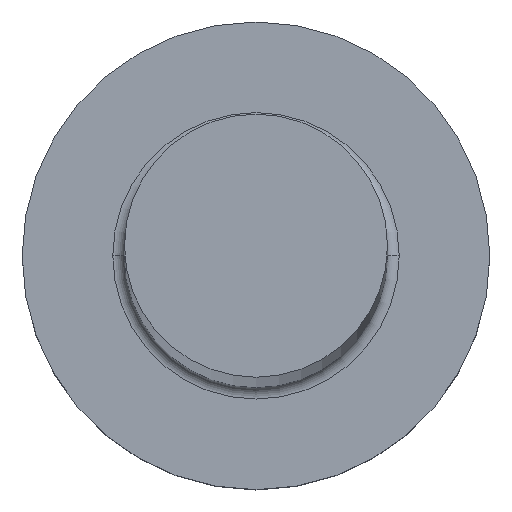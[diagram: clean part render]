
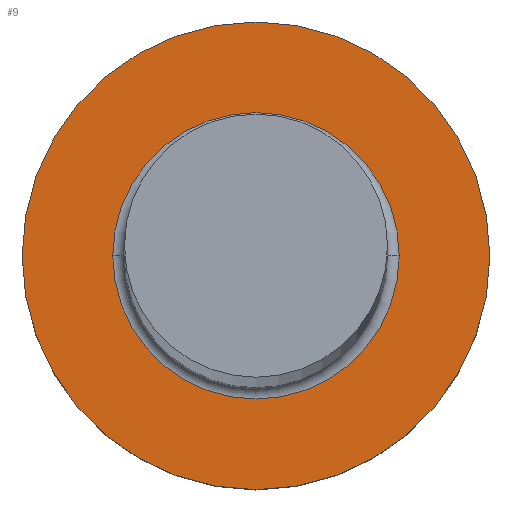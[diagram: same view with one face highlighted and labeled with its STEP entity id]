
A CAD part, top view. The second image highlights one B-rep face of the part: STEP entity #9.
In plain terms, the highlighted planar face has unit normal (0, 0, 1).
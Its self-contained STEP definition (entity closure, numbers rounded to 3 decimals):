
#6 = ORIENTED_EDGE ( 'NONE', *, *, #161, .T. ) ;
#8 = CIRCLE ( 'NONE', #248, 4. ) ;
#9 = ADVANCED_FACE ( 'NONE', ( #130, #106 ), #30, .T. ) ;
#18 = DIRECTION ( 'NONE',  ( 0., 0., 1. ) ) ;
#30 = PLANE ( 'NONE',  #299 ) ;
#48 = CIRCLE ( 'NONE', #63, 2.45 ) ;
#54 = DIRECTION ( 'NONE',  ( 0., 0., -1. ) ) ;
#63 = AXIS2_PLACEMENT_3D ( 'NONE', #236, #54, #102 ) ;
#67 = DIRECTION ( 'NONE',  ( 1., 0., 0. ) ) ;
#72 = AXIS2_PLACEMENT_3D ( 'NONE', #97, #18, #67 ) ;
#89 = DIRECTION ( 'NONE',  ( 1., 0., 0. ) ) ;
#97 = CARTESIAN_POINT ( 'NONE',  ( 0., 0., 3. ) ) ;
#102 = DIRECTION ( 'NONE',  ( 1., 0., 0. ) ) ;
#106 = FACE_OUTER_BOUND ( 'NONE', #292, .T. ) ;
#113 = CARTESIAN_POINT ( 'NONE',  ( 0., 0., 3. ) ) ;
#115 = DIRECTION ( 'NONE',  ( 0., 0., 1. ) ) ;
#119 = DIRECTION ( 'NONE',  ( 1., 0., 0. ) ) ;
#130 = FACE_BOUND ( 'NONE', #286, .T. ) ;
#133 = DIRECTION ( 'NONE',  ( 0., 0., -1. ) ) ;
#146 = AXIS2_PLACEMENT_3D ( 'NONE', #270, #133, #119 ) ;
#153 = VERTEX_POINT ( 'NONE', #209 ) ;
#155 = VERTEX_POINT ( 'NONE', #258 ) ;
#161 = EDGE_CURVE ( 'NONE', #262, #198, #48, .T. ) ;
#169 = CARTESIAN_POINT ( 'NONE',  ( 2.45, 0., 3. ) ) ;
#175 = ORIENTED_EDGE ( 'NONE', *, *, #274, .T. ) ;
#185 = CIRCLE ( 'NONE', #72, 4. ) ;
#196 = CARTESIAN_POINT ( 'NONE',  ( 0., 0., 3. ) ) ;
#198 = VERTEX_POINT ( 'NONE', #305 ) ;
#199 = DIRECTION ( 'NONE',  ( 0., 0., 1. ) ) ;
#202 = DIRECTION ( 'NONE',  ( 1., 0., 0. ) ) ;
#209 = CARTESIAN_POINT ( 'NONE',  ( 4., 0., 3. ) ) ;
#216 = ORIENTED_EDGE ( 'NONE', *, *, #303, .T. ) ;
#236 = CARTESIAN_POINT ( 'NONE',  ( 0., 0., 3. ) ) ;
#248 = AXIS2_PLACEMENT_3D ( 'NONE', #113, #115, #202 ) ;
#251 = CIRCLE ( 'NONE', #146, 2.45 ) ;
#258 = CARTESIAN_POINT ( 'NONE',  ( -4., 0., 3. ) ) ;
#262 = VERTEX_POINT ( 'NONE', #169 ) ;
#270 = CARTESIAN_POINT ( 'NONE',  ( 0., 0., 3. ) ) ;
#274 = EDGE_CURVE ( 'NONE', #198, #262, #251, .T. ) ;
#286 = EDGE_LOOP ( 'NONE', ( #6, #175 ) ) ;
#287 = ORIENTED_EDGE ( 'NONE', *, *, #291, .T. ) ;
#291 = EDGE_CURVE ( 'NONE', #153, #155, #8, .T. ) ;
#292 = EDGE_LOOP ( 'NONE', ( #216, #287 ) ) ;
#299 = AXIS2_PLACEMENT_3D ( 'NONE', #196, #199, #89 ) ;
#303 = EDGE_CURVE ( 'NONE', #155, #153, #185, .T. ) ;
#305 = CARTESIAN_POINT ( 'NONE',  ( -2.45, 0., 3. ) ) ;
